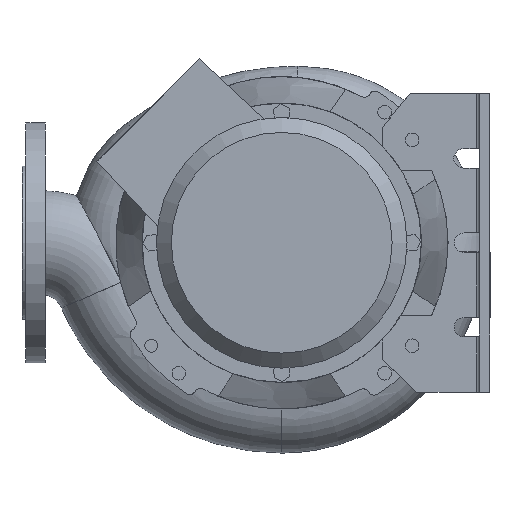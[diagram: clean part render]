
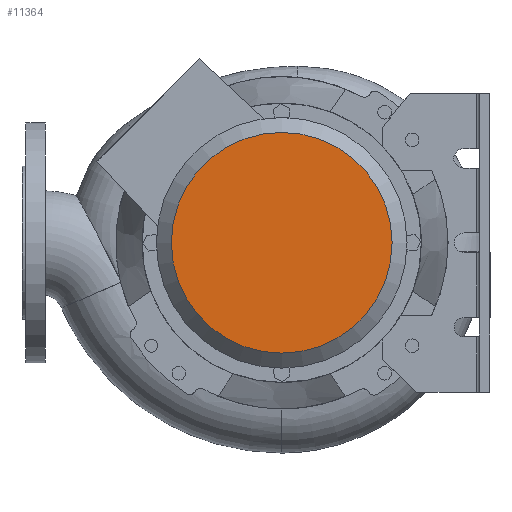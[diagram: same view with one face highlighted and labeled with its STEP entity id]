
A CAD part, left-side view. The second image highlights one B-rep face of the part: STEP entity #11364.
In plain terms, the highlighted planar face has unit normal (-1, 0, 0).
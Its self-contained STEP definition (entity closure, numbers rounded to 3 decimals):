
#3309=FACE_OUTER_BOUND('',#3971,.T.);
#3971=EDGE_LOOP('',(#10403));
#4359=CIRCLE('',#12227,85.);
#5481=VERTEX_POINT('',#21204);
#7135=EDGE_CURVE('',#5481,#5481,#4359,.T.);
#10403=ORIENTED_EDGE('',*,*,#7135,.T.);
#10779=PLANE('',#12228);
#11364=ADVANCED_FACE('',(#3309),#10779,.T.);
#12227=AXIS2_PLACEMENT_3D('',#21205,#14956,#14957);
#12228=AXIS2_PLACEMENT_3D('',#21206,#14958,#14959);
#14956=DIRECTION('center_axis',(-1.,0.,0.));
#14957=DIRECTION('ref_axis',(0.,0.,1.));
#14958=DIRECTION('center_axis',(-1.,0.,0.));
#14959=DIRECTION('ref_axis',(0.,0.,1.));
#21204=CARTESIAN_POINT('',(-463.,265.,0.));
#21205=CARTESIAN_POINT('Origin',(-463.,180.,0.));
#21206=CARTESIAN_POINT('Origin',(-463.,180.,0.));
